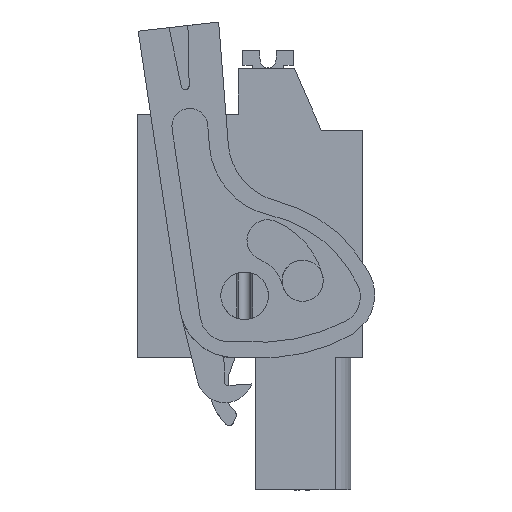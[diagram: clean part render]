
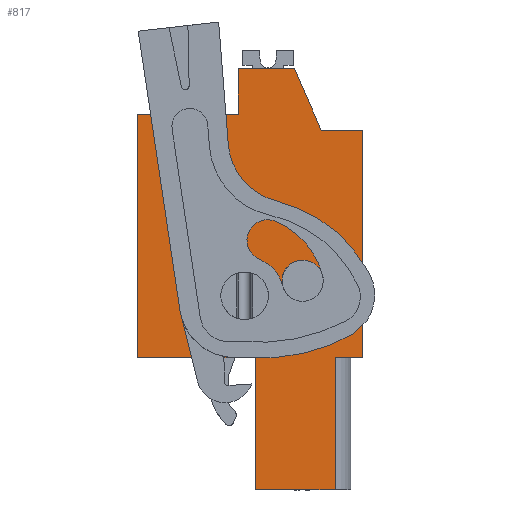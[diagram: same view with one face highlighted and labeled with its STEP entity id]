
A CAD part, left-side view. The second image highlights one B-rep face of the part: STEP entity #817.
In plain terms, the highlighted planar face has unit normal (-1, 0, 0).
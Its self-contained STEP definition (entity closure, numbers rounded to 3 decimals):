
#697=AXIS2_PLACEMENT_3D('Plane Axis2P3D',#694,#695,#696) ;
#783=AXIS2_PLACEMENT_3D('Circle Axis2P3D',#781,#782,$) ;
#792=AXIS2_PLACEMENT_3D('Circle Axis2P3D',#790,#791,$) ;
#801=AXIS2_PLACEMENT_3D('Circle Axis2P3D',#799,#800,$) ;
#810=AXIS2_PLACEMENT_3D('Circle Axis2P3D',#808,#809,$) ;
#42=CARTESIAN_POINT('Vertex',(4.85,8.618,26.59)) ;
#45=CARTESIAN_POINT('Line Origine',(4.85,6.843,26.59)) ;
#49=CARTESIAN_POINT('Vertex',(4.85,5.068,26.59)) ;
#579=CARTESIAN_POINT('Vertex',(4.85,8.618,23.69)) ;
#582=CARTESIAN_POINT('Line Origine',(4.85,8.618,25.14)) ;
#694=CARTESIAN_POINT('Axis2P3D Location',(4.85,7.568,8.35)) ;
#699=CARTESIAN_POINT('Line Origine',(4.85,2.493,4.175)) ;
#703=CARTESIAN_POINT('Vertex',(4.85,2.493,8.35)) ;
#705=CARTESIAN_POINT('Vertex',(4.85,2.493,0.)) ;
#708=CARTESIAN_POINT('Line Origine',(4.85,1.63,8.35)) ;
#712=CARTESIAN_POINT('Vertex',(4.85,0.768,8.35)) ;
#715=CARTESIAN_POINT('Line Origine',(4.85,0.768,15.52)) ;
#719=CARTESIAN_POINT('Vertex',(4.85,0.768,22.69)) ;
#722=CARTESIAN_POINT('Line Origine',(4.85,2.068,22.69)) ;
#726=CARTESIAN_POINT('Vertex',(4.85,3.368,22.69)) ;
#729=CARTESIAN_POINT('Line Origine',(4.85,4.218,24.64)) ;
#734=CARTESIAN_POINT('Line Origine',(4.85,11.793,23.69)) ;
#738=CARTESIAN_POINT('Vertex',(4.85,14.968,23.69)) ;
#741=CARTESIAN_POINT('Line Origine',(4.85,14.968,16.02)) ;
#745=CARTESIAN_POINT('Vertex',(4.85,14.968,8.35)) ;
#748=CARTESIAN_POINT('Line Origine',(4.85,11.253,8.35)) ;
#752=CARTESIAN_POINT('Vertex',(4.85,7.539,8.35)) ;
#755=CARTESIAN_POINT('Line Origine',(4.85,7.539,4.175)) ;
#759=CARTESIAN_POINT('Vertex',(4.85,7.539,0.)) ;
#762=CARTESIAN_POINT('Line Origine',(4.85,5.016,0.)) ;
#781=CARTESIAN_POINT('Axis2P3D Location',(4.85,8.204,12.25)) ;
#785=CARTESIAN_POINT('Vertex',(4.85,8.204,10.75)) ;
#787=CARTESIAN_POINT('Vertex',(4.85,8.204,13.75)) ;
#790=CARTESIAN_POINT('Axis2P3D Location',(4.85,8.204,12.25)) ;
#799=CARTESIAN_POINT('Axis2P3D Location',(4.85,4.544,13.2)) ;
#803=CARTESIAN_POINT('Vertex',(4.85,4.544,14.5)) ;
#805=CARTESIAN_POINT('Vertex',(4.85,4.544,11.9)) ;
#808=CARTESIAN_POINT('Axis2P3D Location',(4.85,4.544,13.2)) ;
#46=DIRECTION('Vector Direction',(0.,1.,0.)) ;
#583=DIRECTION('Vector Direction',(0.,0.,-1.)) ;
#695=DIRECTION('Axis2P3D Direction',(1.,0.,0.)) ;
#696=DIRECTION('Axis2P3D XDirection',(0.,1.,0.)) ;
#700=DIRECTION('Vector Direction',(0.,0.,-1.)) ;
#709=DIRECTION('Vector Direction',(0.,-1.,0.)) ;
#716=DIRECTION('Vector Direction',(0.,0.,-1.)) ;
#723=DIRECTION('Vector Direction',(0.,1.,0.)) ;
#730=DIRECTION('Vector Direction',(0.,0.4,0.917)) ;
#735=DIRECTION('Vector Direction',(0.,1.,0.)) ;
#742=DIRECTION('Vector Direction',(0.,0.,1.)) ;
#749=DIRECTION('Vector Direction',(0.,1.,0.)) ;
#756=DIRECTION('Vector Direction',(0.,0.,-1.)) ;
#763=DIRECTION('Vector Direction',(0.,1.,0.)) ;
#782=DIRECTION('Axis2P3D Direction',(1.,0.,0.)) ;
#791=DIRECTION('Axis2P3D Direction',(1.,0.,0.)) ;
#800=DIRECTION('Axis2P3D Direction',(1.,0.,0.)) ;
#809=DIRECTION('Axis2P3D Direction',(1.,0.,0.)) ;
#47=VECTOR('Line Direction',#46,1.) ;
#584=VECTOR('Line Direction',#583,1.) ;
#701=VECTOR('Line Direction',#700,1.) ;
#710=VECTOR('Line Direction',#709,1.) ;
#717=VECTOR('Line Direction',#716,1.) ;
#724=VECTOR('Line Direction',#723,1.) ;
#731=VECTOR('Line Direction',#730,1.) ;
#736=VECTOR('Line Direction',#735,1.) ;
#743=VECTOR('Line Direction',#742,1.) ;
#750=VECTOR('Line Direction',#749,1.) ;
#757=VECTOR('Line Direction',#756,1.) ;
#764=VECTOR('Line Direction',#763,1.) ;
#768=ORIENTED_EDGE('',*,*,#707,.F.) ;
#769=ORIENTED_EDGE('',*,*,#714,.F.) ;
#770=ORIENTED_EDGE('',*,*,#721,.F.) ;
#771=ORIENTED_EDGE('',*,*,#728,.T.) ;
#772=ORIENTED_EDGE('',*,*,#733,.T.) ;
#773=ORIENTED_EDGE('',*,*,#51,.T.) ;
#774=ORIENTED_EDGE('',*,*,#586,.T.) ;
#775=ORIENTED_EDGE('',*,*,#740,.T.) ;
#776=ORIENTED_EDGE('',*,*,#747,.F.) ;
#777=ORIENTED_EDGE('',*,*,#754,.F.) ;
#778=ORIENTED_EDGE('',*,*,#761,.T.) ;
#779=ORIENTED_EDGE('',*,*,#766,.F.) ;
#796=ORIENTED_EDGE('',*,*,#789,.T.) ;
#797=ORIENTED_EDGE('',*,*,#794,.T.) ;
#814=ORIENTED_EDGE('',*,*,#807,.T.) ;
#815=ORIENTED_EDGE('',*,*,#812,.T.) ;
#798=FACE_BOUND('',#795,.T.) ;
#816=FACE_BOUND('',#813,.T.) ;
#817=ADVANCED_FACE('HOUSING',(#780,#798,#816),#698,.F.) ;
#784=CIRCLE('generated circle',#783,1.5) ;
#793=CIRCLE('generated circle',#792,1.5) ;
#802=CIRCLE('generated circle',#801,1.3) ;
#811=CIRCLE('generated circle',#810,1.3) ;
#51=EDGE_CURVE('',#50,#43,#48,.T.) ;
#586=EDGE_CURVE('',#43,#580,#585,.T.) ;
#707=EDGE_CURVE('',#704,#706,#702,.T.) ;
#714=EDGE_CURVE('',#713,#704,#711,.F.) ;
#721=EDGE_CURVE('',#720,#713,#718,.T.) ;
#728=EDGE_CURVE('',#720,#727,#725,.T.) ;
#733=EDGE_CURVE('',#727,#50,#732,.T.) ;
#740=EDGE_CURVE('',#580,#739,#737,.T.) ;
#747=EDGE_CURVE('',#746,#739,#744,.T.) ;
#754=EDGE_CURVE('',#753,#746,#751,.T.) ;
#761=EDGE_CURVE('',#753,#760,#758,.T.) ;
#766=EDGE_CURVE('',#706,#760,#765,.T.) ;
#789=EDGE_CURVE('',#786,#788,#784,.T.) ;
#794=EDGE_CURVE('',#788,#786,#793,.T.) ;
#807=EDGE_CURVE('',#804,#806,#802,.T.) ;
#812=EDGE_CURVE('',#806,#804,#811,.T.) ;
#767=EDGE_LOOP('',(#768,#769,#770,#771,#772,#773,#774,#775,#776,#777,#778,#779)) ;
#795=EDGE_LOOP('',(#796,#797)) ;
#813=EDGE_LOOP('',(#814,#815)) ;
#780=FACE_OUTER_BOUND('',#767,.T.) ;
#48=LINE('Line',#45,#47) ;
#585=LINE('Line',#582,#584) ;
#702=LINE('Line',#699,#701) ;
#711=LINE('Line',#708,#710) ;
#718=LINE('Line',#715,#717) ;
#725=LINE('Line',#722,#724) ;
#732=LINE('Line',#729,#731) ;
#737=LINE('Line',#734,#736) ;
#744=LINE('Line',#741,#743) ;
#751=LINE('Line',#748,#750) ;
#758=LINE('Line',#755,#757) ;
#765=LINE('Line',#762,#764) ;
#698=PLANE('',#697) ;
#43=VERTEX_POINT('',#42) ;
#50=VERTEX_POINT('',#49) ;
#580=VERTEX_POINT('',#579) ;
#704=VERTEX_POINT('',#703) ;
#706=VERTEX_POINT('',#705) ;
#713=VERTEX_POINT('',#712) ;
#720=VERTEX_POINT('',#719) ;
#727=VERTEX_POINT('',#726) ;
#739=VERTEX_POINT('',#738) ;
#746=VERTEX_POINT('',#745) ;
#753=VERTEX_POINT('',#752) ;
#760=VERTEX_POINT('',#759) ;
#786=VERTEX_POINT('',#785) ;
#788=VERTEX_POINT('',#787) ;
#804=VERTEX_POINT('',#803) ;
#806=VERTEX_POINT('',#805) ;
